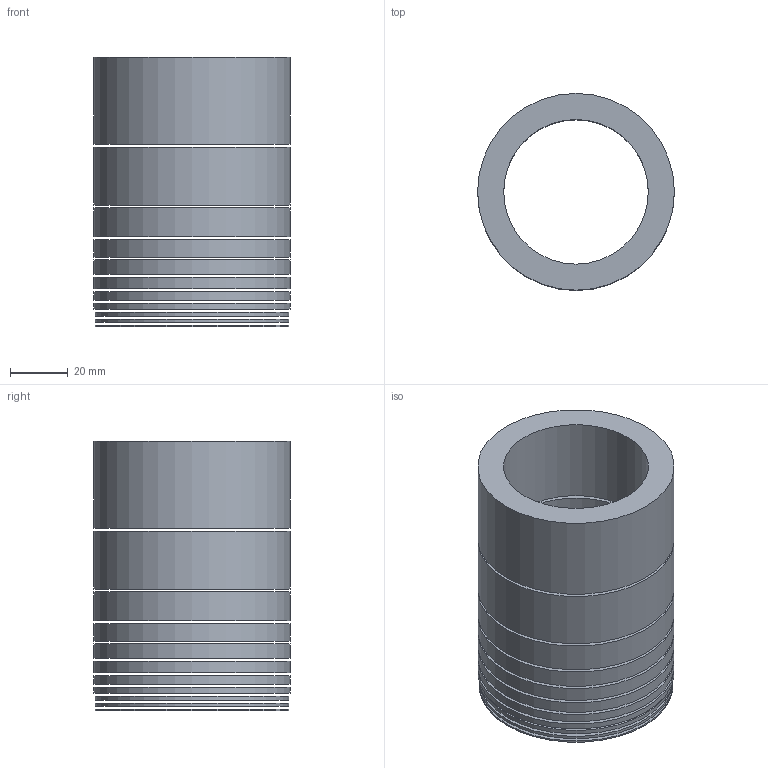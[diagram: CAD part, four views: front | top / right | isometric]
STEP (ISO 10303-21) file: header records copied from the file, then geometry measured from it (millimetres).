
FILE_DESCRIPTION(/* description */ ('3-D model version:1'),/* implementation_level */ '2;1');
FILE_NAME(/* name */ '5549091-061',/* time_stamp */ '2013-11-25T07:58:30+01:00',/* author */ ('InteractiveCad'),/* organization */ ('AB Sandvik Coromant'),/* preprocessor_version */ 'ST-DEVELOPER v11',/* originating_system */ 'SIEMENS UGS NX 6.0',/* authorisation */ '');
FILE_SCHEMA (('AP203_CONFIGURATION_CONTROLLED_3D_DESIGN_OF_MECHANICAL_PARTS_AND_ASSEMBLIES_MIM_LF'));
Length unit declared in the file: millimetre
Products named in the file (1): 5549091_061_635176218315556072_1_stp
Bounding box: 68 x 68 x 93 mm (x, y, z)
Volume: 138141.3 mm3; surface area: 66823.2 mm2
Topology: 11 solids, 11 shells, 44 faces, 66 edges, 44 vertices
Faces by surface type: cylinder 22, plane 22
Full cylindrical faces by diameter (mm): 50 x11, 67 x3, 68 x8
Entity records: 1074 total; most frequent: DIRECTION 178, CARTESIAN_POINT 133, AXIS2_PLACEMENT_3D 89, FACE_BOUND 88, EDGE_LOOP 88, ORIENTED_EDGE 88, ADVANCED_FACE 44, VERTEX_POINT 44
